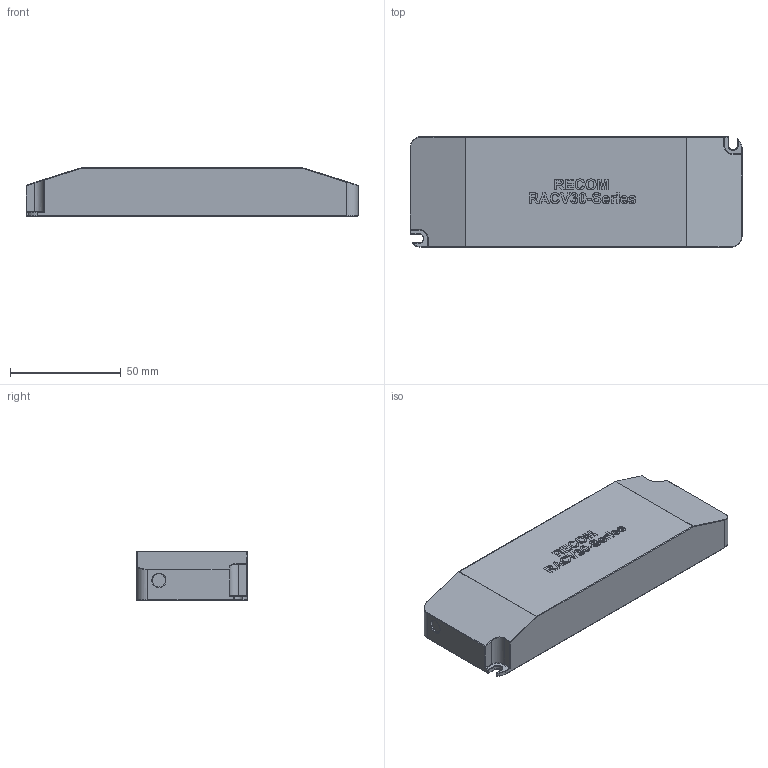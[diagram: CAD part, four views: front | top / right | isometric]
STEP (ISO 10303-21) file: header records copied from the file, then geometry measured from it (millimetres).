
FILE_DESCRIPTION( ( 'Unknown' ), '1' );
FILE_NAME( 'RACV30.stp', 'Unknown', ( 'Unknown' ), ( 'Unknown' ), 'XStep 1.0', 'Unknown', ' ' );
FILE_SCHEMA( ( 'automotive_design' ) );
Length unit declared in the file: millimetre
Products named in the file (1): 1
Bounding box: 150 x 50 x 22 mm (x, y, z)
Volume: 153033.8 mm3; surface area: 22550.6 mm2
Topology: 1 solids, 1 shells, 265 faces, 628 edges, 384 vertices
Faces by surface type: plane 139, cylinder 60, extrusion 33, torus 17, sphere 12, bspline 4
Full cylindrical faces by diameter (mm): 6 x1
Entity records: 11594 total; most frequent: CARTESIAN_POINT 3866, ORIENTED_EDGE 1226, DIRECTION 975, EDGE_CURVE 613, VERTEX_POINT 383, AXIS2_PLACEMENT_3D 352, EDGE_LOOP 298, B_SPLINE_CURVE_WITH_KNOTS 285
